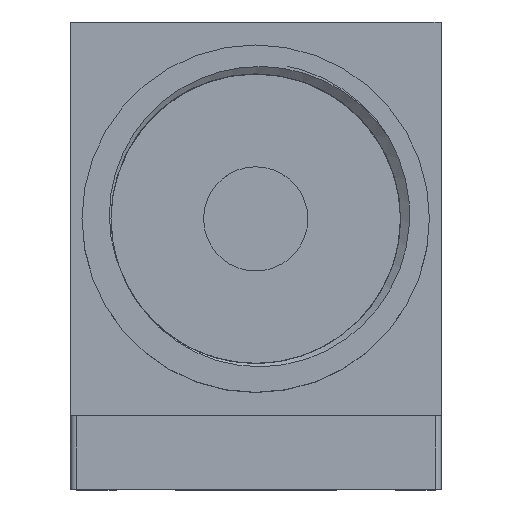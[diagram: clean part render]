
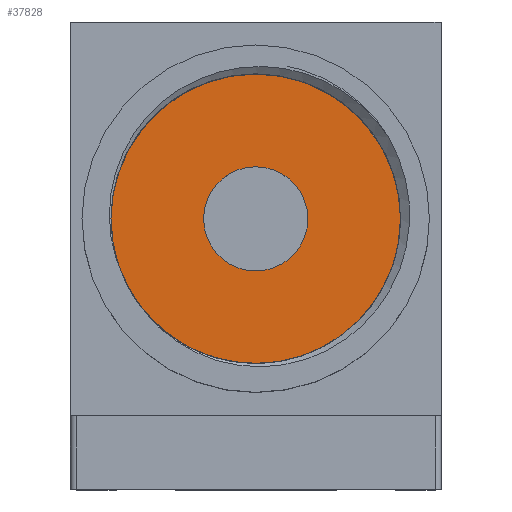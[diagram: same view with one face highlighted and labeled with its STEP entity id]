
A CAD part, top view. The second image highlights one B-rep face of the part: STEP entity #37828.
In plain terms, the highlighted planar face has unit normal (0, 0, 1).
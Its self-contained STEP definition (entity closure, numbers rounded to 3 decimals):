
#154 = VERTEX_POINT ( 'NONE', #3273 ) ;
#156 = EDGE_CURVE ( 'NONE', #157, #154, #3268, .T. ) ;
#157 = VERTEX_POINT ( 'NONE', #3378 ) ;
#249 = VERTEX_POINT ( 'NONE', #3559 ) ;
#252 = EDGE_CURVE ( 'NONE', #249, #305, #3556, .T. ) ;
#305 = VERTEX_POINT ( 'NONE', #3782 ) ;
#3268 = CIRCLE ( 'NONE', #3383, 12.5 ) ;
#3273 = CARTESIAN_POINT ( 'NONE',  ( 28.5, 17., 0. ) ) ;
#3378 = CARTESIAN_POINT ( 'NONE',  ( 3.5, 17., 0. ) ) ;
#3380 = DIRECTION ( 'NONE',  ( 1., 0., 0. ) ) ;
#3381 = DIRECTION ( 'NONE',  ( 0., 0., 1. ) ) ;
#3382 = CARTESIAN_POINT ( 'NONE',  ( 16., 17., 0. ) ) ;
#3383 = AXIS2_PLACEMENT_3D ( 'NONE', #3382, #3381, #3380 ) ;
#3549 = DIRECTION ( 'NONE',  ( 1., 0., 0. ) ) ;
#3551 = DIRECTION ( 'NONE',  ( 0., 0., 1. ) ) ;
#3552 = CARTESIAN_POINT ( 'NONE',  ( 16., 17., 0. ) ) ;
#3554 = AXIS2_PLACEMENT_3D ( 'NONE', #3552, #3551, #3549 ) ;
#3556 = CIRCLE ( 'NONE', #3554, 4.5 ) ;
#3559 = CARTESIAN_POINT ( 'NONE',  ( 11.5, 17., 0. ) ) ;
#3782 = CARTESIAN_POINT ( 'NONE',  ( 20.5, 17., 0. ) ) ;
#10464 = CARTESIAN_POINT ( 'NONE',  ( 16., 17., 0. ) ) ;
#10531 = DIRECTION ( 'NONE',  ( 1., 0., 0. ) ) ;
#10532 = DIRECTION ( 'NONE',  ( 0., 0., 1. ) ) ;
#10534 = AXIS2_PLACEMENT_3D ( 'NONE', #10545, #10532, #10531 ) ;
#10536 = CIRCLE ( 'NONE', #10534, 4.5 ) ;
#10540 = DIRECTION ( 'NONE',  ( 1., 0., 0. ) ) ;
#10542 = DIRECTION ( 'NONE',  ( 0., 0., 1. ) ) ;
#10543 = AXIS2_PLACEMENT_3D ( 'NONE', #10549, #10542, #10540 ) ;
#10545 = CARTESIAN_POINT ( 'NONE',  ( 16., 17., 0. ) ) ;
#10549 = CARTESIAN_POINT ( 'NONE',  ( 16., 17., 0. ) ) ;
#10550 = PLANE ( 'NONE',  #10543 ) ;
#10551 = FACE_OUTER_BOUND ( 'NONE', #37836, .T. ) ;
#10553 = FACE_BOUND ( 'NONE', #37829, .T. ) ;
#10565 = DIRECTION ( 'NONE',  ( 1., 0., 0. ) ) ;
#10567 = DIRECTION ( 'NONE',  ( 0., 0., 1. ) ) ;
#10569 = AXIS2_PLACEMENT_3D ( 'NONE', #10464, #10567, #10565 ) ;
#10571 = CIRCLE ( 'NONE', #10569, 12.5 ) ;
#37824 = EDGE_CURVE ( 'NONE', #154, #157, #10571, .T. ) ;
#37828 = ADVANCED_FACE ( 'NONE', ( #10553, #10551 ), #10550, .T. ) ;
#37829 = EDGE_LOOP ( 'NONE', ( #37830, #37834 ) ) ;
#37830 = ORIENTED_EDGE ( 'NONE', *, *, #37831, .F. ) ;
#37831 = EDGE_CURVE ( 'NONE', #305, #249, #10536, .T. ) ;
#37834 = ORIENTED_EDGE ( 'NONE', *, *, #252, .F. ) ;
#37836 = EDGE_LOOP ( 'NONE', ( #37837, #37838 ) ) ;
#37837 = ORIENTED_EDGE ( 'NONE', *, *, #156, .T. ) ;
#37838 = ORIENTED_EDGE ( 'NONE', *, *, #37824, .T. ) ;
